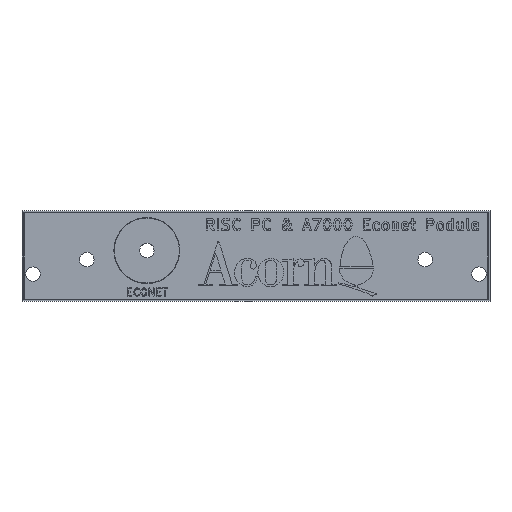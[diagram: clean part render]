
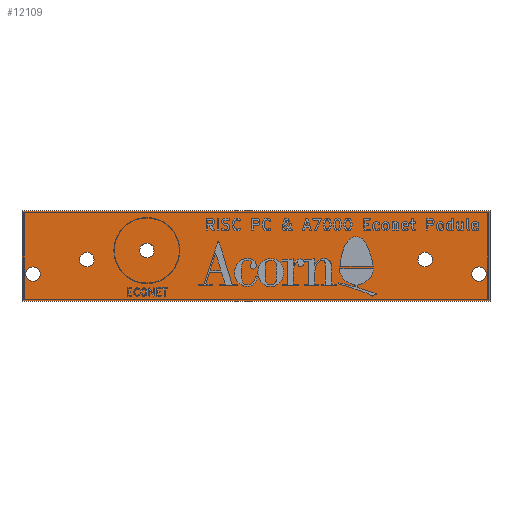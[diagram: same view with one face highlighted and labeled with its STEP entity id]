
A CAD part, top view. The second image highlights one B-rep face of the part: STEP entity #12109.
In plain terms, the highlighted planar face has unit normal (0, 0, 1).
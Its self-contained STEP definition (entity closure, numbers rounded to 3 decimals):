
#12109 = ADVANCED_FACE('',(#12110,#12144,#12155,#12166,#12177,#12188),
  #12199,.T.);
#12110 = FACE_BOUND('',#12111,.F.);
#12111 = EDGE_LOOP('',(#12112,#12122,#12130,#12138));
#12112 = ORIENTED_EDGE('',*,*,#12113,.T.);
#12113 = EDGE_CURVE('',#12114,#12116,#12118,.T.);
#12114 = VERTEX_POINT('',#12115);
#12115 = CARTESIAN_POINT('',(-64.3,-12.5,1.56));
#12116 = VERTEX_POINT('',#12117);
#12117 = CARTESIAN_POINT('',(-64.3,12.5,1.56));
#12118 = LINE('',#12119,#12120);
#12119 = CARTESIAN_POINT('',(-64.3,-12.5,1.56));
#12120 = VECTOR('',#12121,1.);
#12121 = DIRECTION('',(0.,1.,0.));
#12122 = ORIENTED_EDGE('',*,*,#12123,.T.);
#12123 = EDGE_CURVE('',#12116,#12124,#12126,.T.);
#12124 = VERTEX_POINT('',#12125);
#12125 = CARTESIAN_POINT('',(64.3,12.5,1.56));
#12126 = LINE('',#12127,#12128);
#12127 = CARTESIAN_POINT('',(-64.3,12.5,1.56));
#12128 = VECTOR('',#12129,1.);
#12129 = DIRECTION('',(1.,0.,0.));
#12130 = ORIENTED_EDGE('',*,*,#12131,.T.);
#12131 = EDGE_CURVE('',#12124,#12132,#12134,.T.);
#12132 = VERTEX_POINT('',#12133);
#12133 = CARTESIAN_POINT('',(64.3,-12.5,1.56));
#12134 = LINE('',#12135,#12136);
#12135 = CARTESIAN_POINT('',(64.3,12.5,1.56));
#12136 = VECTOR('',#12137,1.);
#12137 = DIRECTION('',(0.,-1.,0.));
#12138 = ORIENTED_EDGE('',*,*,#12139,.T.);
#12139 = EDGE_CURVE('',#12132,#12114,#12140,.T.);
#12140 = LINE('',#12141,#12142);
#12141 = CARTESIAN_POINT('',(64.3,-12.5,1.56));
#12142 = VECTOR('',#12143,1.);
#12143 = DIRECTION('',(-1.,0.,0.));
#12144 = FACE_BOUND('',#12145,.F.);
#12145 = EDGE_LOOP('',(#12146));
#12146 = ORIENTED_EDGE('',*,*,#12147,.T.);
#12147 = EDGE_CURVE('',#12148,#12148,#12150,.T.);
#12148 = VERTEX_POINT('',#12149);
#12149 = CARTESIAN_POINT('',(-59.263,-5.,1.56));
#12150 = CIRCLE('',#12151,1.987);
#12151 = AXIS2_PLACEMENT_3D('',#12152,#12153,#12154);
#12152 = CARTESIAN_POINT('',(-61.25,-5.,1.56));
#12153 = DIRECTION('',(0.,0.,1.));
#12154 = DIRECTION('',(1.,0.,-0.));
#12155 = FACE_BOUND('',#12156,.F.);
#12156 = EDGE_LOOP('',(#12157));
#12157 = ORIENTED_EDGE('',*,*,#12158,.T.);
#12158 = EDGE_CURVE('',#12159,#12159,#12161,.T.);
#12159 = VERTEX_POINT('',#12160);
#12160 = CARTESIAN_POINT('',(63.237,-5.,1.56));
#12161 = CIRCLE('',#12162,1.987);
#12162 = AXIS2_PLACEMENT_3D('',#12163,#12164,#12165);
#12163 = CARTESIAN_POINT('',(61.25,-5.,1.56));
#12164 = DIRECTION('',(0.,0.,1.));
#12165 = DIRECTION('',(1.,0.,-0.));
#12166 = FACE_BOUND('',#12167,.F.);
#12167 = EDGE_LOOP('',(#12168));
#12168 = ORIENTED_EDGE('',*,*,#12169,.T.);
#12169 = EDGE_CURVE('',#12170,#12170,#12172,.T.);
#12170 = VERTEX_POINT('',#12171);
#12171 = CARTESIAN_POINT('',(-44.513,-1.,1.56));
#12172 = CIRCLE('',#12173,1.987);
#12173 = AXIS2_PLACEMENT_3D('',#12174,#12175,#12176);
#12174 = CARTESIAN_POINT('',(-46.5,-1.,1.56));
#12175 = DIRECTION('',(0.,0.,1.));
#12176 = DIRECTION('',(1.,0.,-0.));
#12177 = FACE_BOUND('',#12178,.F.);
#12178 = EDGE_LOOP('',(#12179));
#12179 = ORIENTED_EDGE('',*,*,#12180,.T.);
#12180 = EDGE_CURVE('',#12181,#12181,#12183,.T.);
#12181 = VERTEX_POINT('',#12182);
#12182 = CARTESIAN_POINT('',(48.487,-1.,1.56));
#12183 = CIRCLE('',#12184,1.987);
#12184 = AXIS2_PLACEMENT_3D('',#12185,#12186,#12187);
#12185 = CARTESIAN_POINT('',(46.5,-1.,1.56));
#12186 = DIRECTION('',(0.,0.,1.));
#12187 = DIRECTION('',(1.,0.,-0.));
#12188 = FACE_BOUND('',#12189,.F.);
#12189 = EDGE_LOOP('',(#12190));
#12190 = ORIENTED_EDGE('',*,*,#12191,.T.);
#12191 = EDGE_CURVE('',#12192,#12192,#12194,.T.);
#12192 = VERTEX_POINT('',#12193);
#12193 = CARTESIAN_POINT('',(-28.013,1.5,1.56));
#12194 = CIRCLE('',#12195,1.987);
#12195 = AXIS2_PLACEMENT_3D('',#12196,#12197,#12198);
#12196 = CARTESIAN_POINT('',(-30.,1.5,1.56));
#12197 = DIRECTION('',(0.,0.,1.));
#12198 = DIRECTION('',(1.,0.,-0.));
#12199 = PLANE('',#12200);
#12200 = AXIS2_PLACEMENT_3D('',#12201,#12202,#12203);
#12201 = CARTESIAN_POINT('',(0.,0.,1.56));
#12202 = DIRECTION('',(0.,0.,1.));
#12203 = DIRECTION('',(1.,0.,-0.));
